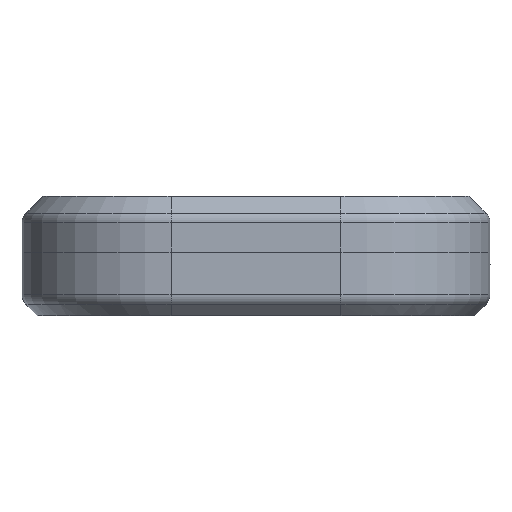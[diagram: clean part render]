
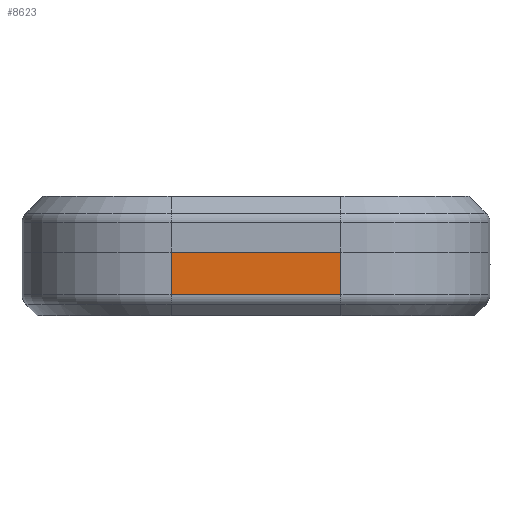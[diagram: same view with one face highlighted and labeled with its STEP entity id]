
A CAD part, front view. The second image highlights one B-rep face of the part: STEP entity #8623.
In plain terms, the highlighted planar face has unit normal (0, -1, 0).
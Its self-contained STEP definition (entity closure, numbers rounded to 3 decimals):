
#639=PLANE('',#9327);
#1061=FACE_OUTER_BOUND('',#1556,.T.);
#1556=EDGE_LOOP('',(#7762,#7763,#7764,#7765));
#2443=LINE('',#14193,#3394);
#2447=LINE('',#14226,#3398);
#2506=LINE('',#14509,#3457);
#2507=LINE('',#14511,#3458);
#3394=VECTOR('',#11275,10.);
#3398=VECTOR('',#11311,10.);
#3457=VECTOR('',#11514,10.);
#3458=VECTOR('',#11517,10.);
#4258=VERTEX_POINT('',#14190);
#4259=VERTEX_POINT('',#14192);
#4268=VERTEX_POINT('',#14213);
#4272=VERTEX_POINT('',#14225);
#5382=EDGE_CURVE('',#4259,#4258,#2443,.T.);
#5398=EDGE_CURVE('',#4268,#4272,#2447,.T.);
#5501=EDGE_CURVE('',#4259,#4268,#2506,.T.);
#5502=EDGE_CURVE('',#4258,#4272,#2507,.T.);
#7762=ORIENTED_EDGE('',*,*,#5398,.F.);
#7763=ORIENTED_EDGE('',*,*,#5501,.F.);
#7764=ORIENTED_EDGE('',*,*,#5382,.T.);
#7765=ORIENTED_EDGE('',*,*,#5502,.T.);
#8623=ADVANCED_FACE('',(#1061),#639,.T.);
#9327=AXIS2_PLACEMENT_3D('',#14510,#11515,#11516);
#11275=DIRECTION('',(-1.,0.,0.));
#11311=DIRECTION('',(-1.,0.,0.));
#11514=DIRECTION('',(0.,0.,-1.));
#11515=DIRECTION('center_axis',(0.,-1.,0.));
#11516=DIRECTION('ref_axis',(-1.,0.,0.));
#11517=DIRECTION('',(0.,0.,-1.));
#14190=CARTESIAN_POINT('',(98.444,-28.072,97.3));
#14192=CARTESIAN_POINT('',(111.516,-28.072,97.3));
#14193=CARTESIAN_POINT('',(108.248,-28.072,97.3));
#14213=CARTESIAN_POINT('',(111.516,-28.072,94.014));
#14225=CARTESIAN_POINT('',(98.444,-28.072,94.014));
#14226=CARTESIAN_POINT('',(109.882,-28.072,94.014));
#14509=CARTESIAN_POINT('',(111.516,-28.072,98.4));
#14510=CARTESIAN_POINT('Origin',(111.516,-28.072,98.4));
#14511=CARTESIAN_POINT('',(98.444,-28.072,98.4));
